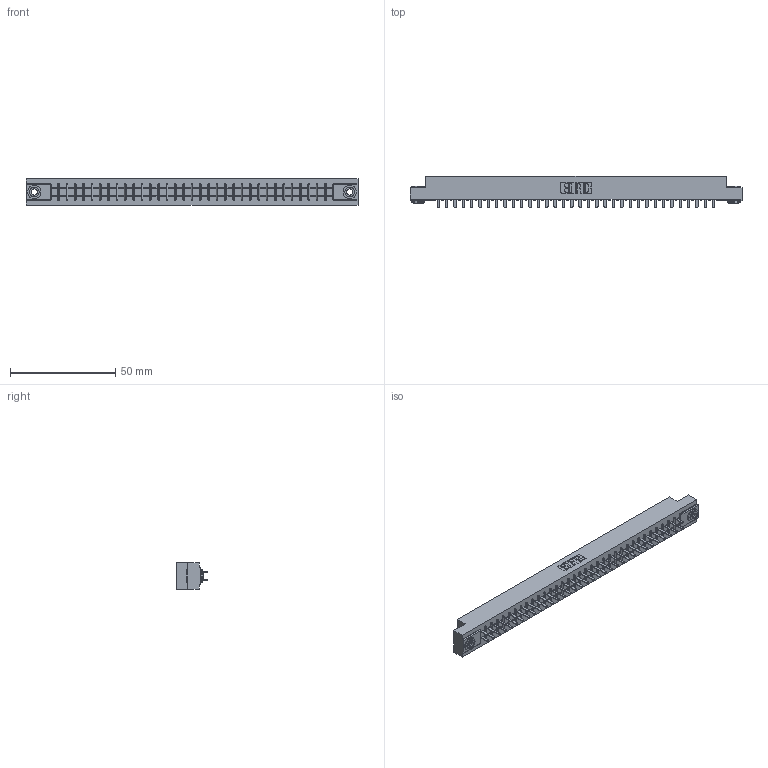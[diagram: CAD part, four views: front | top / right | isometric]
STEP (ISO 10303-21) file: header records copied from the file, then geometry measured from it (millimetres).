
FILE_DESCRIPTION (( 'STEP AP203' ), '1' );
FILE_NAME ('305-068-521-203.STEP', '2019-09-10T04:22:47', ( '' ), ( '' ), 'SwSTEP 2.0', 'SolidWorks 2016', '' );
FILE_SCHEMA (( 'CONFIG_CONTROL_DESIGN' ));
Length unit declared in the file: inch
Products named in the file (4): 305-290-001_521; 305 Part_.156 Dia; 305-068-521-203; 345-250-002_345-250-002-102
Assembly tree (71 placements, depth 2):
  305-068-521-203
    305 Part_.156 Dia
    305-290-001_521  x68
    345-250-002_345-250-002-102  x2
Bounding box: 157.73 x 14.86 x 12.7 mm (x, y, z)
Volume: 16340.6 mm3; surface area: 20543.3 mm2
Topology: 71 solids, 71 shells, 3296 faces, 9370 edges, 6060 vertices
Faces by surface type: plane 1928, cylinder 1224, sphere 136, cone 8
Entity records: 38732 total; most frequent: CARTESIAN_POINT 6389, ORIENTED_EDGE 6332, DIRECTION 6202, EDGE_CURVE 3166, LINE 2544, VECTOR 2544, VERTEX_POINT 2016, AXIS2_PLACEMENT_3D 1829
